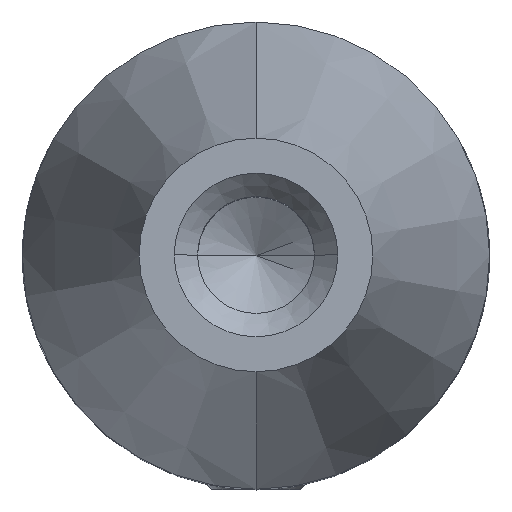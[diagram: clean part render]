
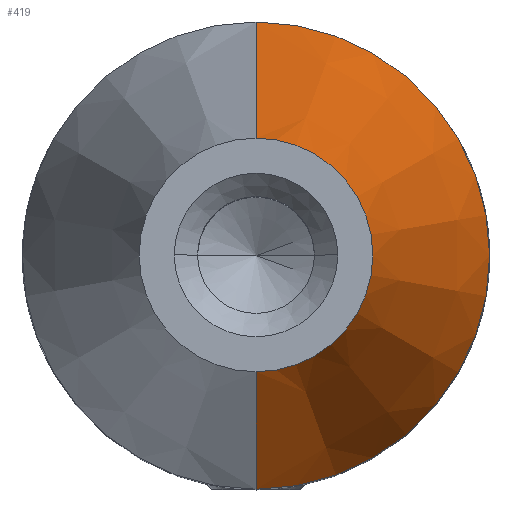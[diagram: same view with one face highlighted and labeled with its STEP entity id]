
A CAD part, top view. The second image highlights one B-rep face of the part: STEP entity #419.
In plain terms, the highlighted conical face has half-angle 17.354 degrees and reference radius 10 mm.
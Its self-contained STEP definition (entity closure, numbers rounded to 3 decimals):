
#419 = ADVANCED_FACE ( 'NONE', ( #11871 ), #3057, .T. ) ;
#593 = AXIS2_PLACEMENT_3D ( 'NONE', #4593, #12356, #12506 ) ;
#609 = DIRECTION ( 'NONE',  ( 0., 1., 0. ) ) ;
#746 = DIRECTION ( 'NONE',  ( 0., 0.298, -0.954 ) ) ;
#984 = VECTOR ( 'NONE', #11194, 1000. ) ;
#1319 = VERTEX_POINT ( 'NONE', #10975 ) ;
#1815 = EDGE_LOOP ( 'NONE', ( #10966, #12294, #7591, #10692 ) ) ;
#2116 = CARTESIAN_POINT ( 'NONE',  ( 0., -10., 2. ) ) ;
#2176 = CARTESIAN_POINT ( 'NONE',  ( 0., -10., 2. ) ) ;
#2640 = LINE ( 'NONE', #8733, #4781 ) ;
#2789 = VERTEX_POINT ( 'NONE', #14633 ) ;
#3057 = CONICAL_SURFACE ( 'NONE', #10870, 10., 0.303 ) ;
#3502 = EDGE_CURVE ( 'NONE', #1319, #12187, #4863, .T. ) ;
#4593 = CARTESIAN_POINT ( 'NONE',  ( 0., 0., 18. ) ) ;
#4781 = VECTOR ( 'NONE', #746, 1000. ) ;
#4863 = LINE ( 'NONE', #2176, #984 ) ;
#5054 = CARTESIAN_POINT ( 'NONE',  ( 0., 0., 2. ) ) ;
#5290 = DIRECTION ( 'NONE',  ( 0., 0., -1. ) ) ;
#5814 = CIRCLE ( 'NONE', #593, 5. ) ;
#7004 = VERTEX_POINT ( 'NONE', #11300 ) ;
#7343 = CARTESIAN_POINT ( 'NONE',  ( 0., 0., 2. ) ) ;
#7591 = ORIENTED_EDGE ( 'NONE', *, *, #9519, .F. ) ;
#8733 = CARTESIAN_POINT ( 'NONE',  ( 0., 10., 2. ) ) ;
#9169 = CIRCLE ( 'NONE', #12473, 10. ) ;
#9513 = DIRECTION ( 'NONE',  ( 0., 1., 0. ) ) ;
#9519 = EDGE_CURVE ( 'NONE', #7004, #12187, #9169, .T. ) ;
#10692 = ORIENTED_EDGE ( 'NONE', *, *, #10740, .F. ) ;
#10740 = EDGE_CURVE ( 'NONE', #2789, #7004, #2640, .T. ) ;
#10870 = AXIS2_PLACEMENT_3D ( 'NONE', #5054, #11821, #9513 ) ;
#10966 = ORIENTED_EDGE ( 'NONE', *, *, #12128, .T. ) ;
#10975 = CARTESIAN_POINT ( 'NONE',  ( 0., -5., 18. ) ) ;
#11194 = DIRECTION ( 'NONE',  ( 0., -0.298, -0.954 ) ) ;
#11300 = CARTESIAN_POINT ( 'NONE',  ( 0., 10., 2. ) ) ;
#11821 = DIRECTION ( 'NONE',  ( 0., 0., -1. ) ) ;
#11871 = FACE_OUTER_BOUND ( 'NONE', #1815, .T. ) ;
#12128 = EDGE_CURVE ( 'NONE', #2789, #1319, #5814, .T. ) ;
#12187 = VERTEX_POINT ( 'NONE', #2116 ) ;
#12294 = ORIENTED_EDGE ( 'NONE', *, *, #3502, .T. ) ;
#12356 = DIRECTION ( 'NONE',  ( 0., 0., -1. ) ) ;
#12473 = AXIS2_PLACEMENT_3D ( 'NONE', #7343, #5290, #609 ) ;
#12506 = DIRECTION ( 'NONE',  ( 0., 1., 0. ) ) ;
#14633 = CARTESIAN_POINT ( 'NONE',  ( 0., 5., 18. ) ) ;
